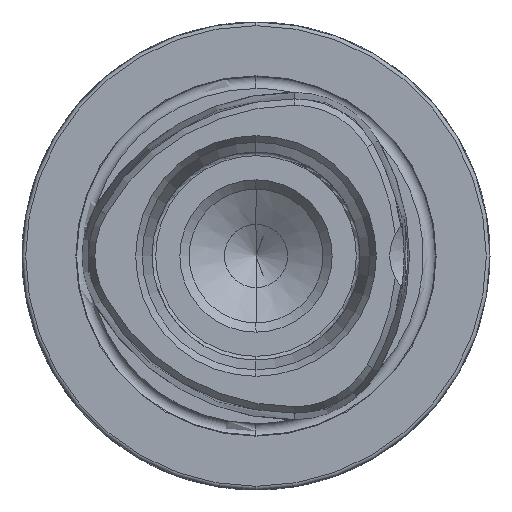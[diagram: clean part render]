
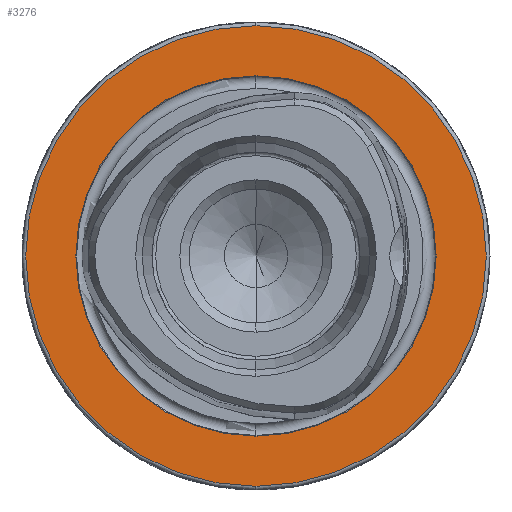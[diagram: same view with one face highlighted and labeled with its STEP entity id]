
A CAD part, left-side view. The second image highlights one B-rep face of the part: STEP entity #3276.
In plain terms, the highlighted planar face has unit normal (-1, 0, 0).
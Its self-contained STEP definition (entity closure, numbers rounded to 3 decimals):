
#216 = CARTESIAN_POINT ( 'NONE',  ( 0., 0., 0. ) ) ;
#614 = EDGE_CURVE ( 'NONE', #8407, #7544, #8697, .T. ) ;
#703 = CARTESIAN_POINT ( 'NONE',  ( 0., 0., 0. ) ) ;
#1064 = DIRECTION ( 'NONE',  ( 0., 0., 1. ) ) ;
#1293 = FACE_BOUND ( 'NONE', #3217, .T. ) ;
#1321 = CARTESIAN_POINT ( 'NONE',  ( 0., 24.25, 0. ) ) ;
#1538 = DIRECTION ( 'NONE',  ( 0., 0., 1. ) ) ;
#1729 = VERTEX_POINT ( 'NONE', #8330 ) ;
#2192 = DIRECTION ( 'NONE',  ( -1., 0., 0. ) ) ;
#2374 = ORIENTED_EDGE ( 'NONE', *, *, #614, .F. ) ;
#2949 = DIRECTION ( 'NONE',  ( -1., 0., 0. ) ) ;
#3058 = EDGE_CURVE ( 'NONE', #6750, #1729, #4276, .T. ) ;
#3217 = EDGE_LOOP ( 'NONE', ( #3725, #2374 ) ) ;
#3276 = ADVANCED_FACE ( 'NONE', ( #1293, #9351 ), #4648, .F. ) ;
#3329 = AXIS2_PLACEMENT_3D ( 'NONE', #7939, #2949, #8757 ) ;
#3725 = ORIENTED_EDGE ( 'NONE', *, *, #8864, .F. ) ;
#4002 = CARTESIAN_POINT ( 'NONE',  ( 0., 0., 24.25 ) ) ;
#4210 = ORIENTED_EDGE ( 'NONE', *, *, #3058, .T. ) ;
#4276 = CIRCLE ( 'NONE', #9427, 31. ) ;
#4648 = PLANE ( 'NONE',  #5328 ) ;
#5328 = AXIS2_PLACEMENT_3D ( 'NONE', #1321, #10496, #5500 ) ;
#5500 = DIRECTION ( 'NONE',  ( 0., 0., -1. ) ) ;
#6055 = DIRECTION ( 'NONE',  ( -1., 0., 0. ) ) ;
#6524 = DIRECTION ( 'NONE',  ( -1., 0., 0. ) ) ;
#6750 = VERTEX_POINT ( 'NONE', #9164 ) ;
#6919 = EDGE_CURVE ( 'NONE', #1729, #6750, #9584, .T. ) ;
#7180 = CARTESIAN_POINT ( 'NONE',  ( 0., 0., 0. ) ) ;
#7495 = EDGE_LOOP ( 'NONE', ( #4210, #7657 ) ) ;
#7544 = VERTEX_POINT ( 'NONE', #4002 ) ;
#7657 = ORIENTED_EDGE ( 'NONE', *, *, #6919, .T. ) ;
#7773 = AXIS2_PLACEMENT_3D ( 'NONE', #7180, #2192, #8022 ) ;
#7939 = CARTESIAN_POINT ( 'NONE',  ( 0., 0., 0. ) ) ;
#8022 = DIRECTION ( 'NONE',  ( 0., 0., 1. ) ) ;
#8330 = CARTESIAN_POINT ( 'NONE',  ( 0., 0., -31. ) ) ;
#8362 = AXIS2_PLACEMENT_3D ( 'NONE', #703, #6524, #1538 ) ;
#8407 = VERTEX_POINT ( 'NONE', #9772 ) ;
#8697 = CIRCLE ( 'NONE', #7773, 24.25 ) ;
#8757 = DIRECTION ( 'NONE',  ( 0., 0., 1. ) ) ;
#8864 = EDGE_CURVE ( 'NONE', #7544, #8407, #9864, .T. ) ;
#9164 = CARTESIAN_POINT ( 'NONE',  ( 0., 0., 31. ) ) ;
#9351 = FACE_OUTER_BOUND ( 'NONE', #7495, .T. ) ;
#9427 = AXIS2_PLACEMENT_3D ( 'NONE', #216, #6055, #1064 ) ;
#9584 = CIRCLE ( 'NONE', #3329, 31. ) ;
#9772 = CARTESIAN_POINT ( 'NONE',  ( 0., 0., -24.25 ) ) ;
#9864 = CIRCLE ( 'NONE', #8362, 24.25 ) ;
#10496 = DIRECTION ( 'NONE',  ( 1., 0., 0. ) ) ;
